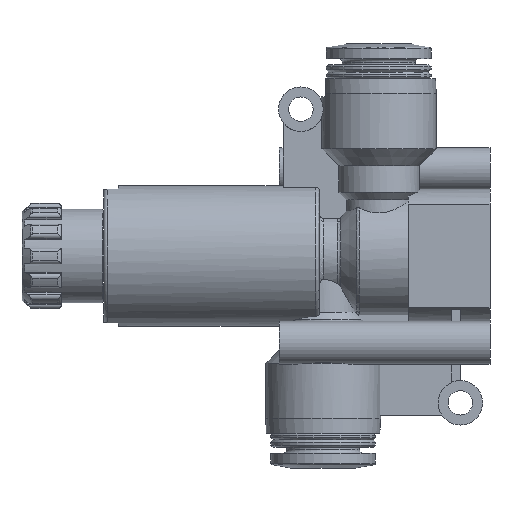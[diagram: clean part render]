
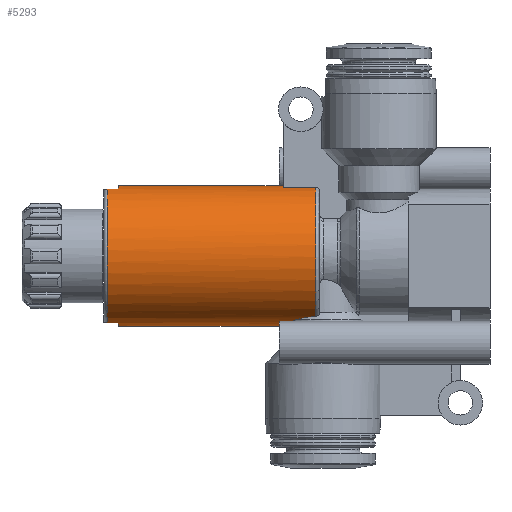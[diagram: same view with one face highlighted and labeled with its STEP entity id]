
A CAD part, left-side view. The second image highlights one B-rep face of the part: STEP entity #5293.
In plain terms, the highlighted cylindrical face has radius 9.5 mm (diameter 19 mm), a full revolution.
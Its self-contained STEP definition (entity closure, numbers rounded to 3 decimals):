
#177=LINE('',#7016,#371);
#178=LINE('',#7020,#372);
#179=LINE('',#7023,#373);
#180=LINE('',#7028,#374);
#181=LINE('',#7032,#375);
#182=LINE('',#7036,#376);
#371=VECTOR('',#5955,1000.);
#372=VECTOR('',#5958,1000.);
#373=VECTOR('',#5961,1000.);
#374=VECTOR('',#5964,1000.);
#375=VECTOR('',#5967,1000.);
#376=VECTOR('',#5970,1000.);
#565=CIRCLE('',#5526,9.5);
#566=CIRCLE('',#5527,9.5);
#567=CIRCLE('',#5528,9.5);
#568=CIRCLE('',#5529,9.5);
#569=CIRCLE('',#5530,9.5);
#570=CIRCLE('',#5531,9.5);
#571=CIRCLE('',#5532,9.5);
#762=ORIENTED_EDGE('',*,*,#1904,.F.);
#763=ORIENTED_EDGE('',*,*,#1905,.F.);
#764=ORIENTED_EDGE('',*,*,#1906,.F.);
#765=ORIENTED_EDGE('',*,*,#1907,.F.);
#766=ORIENTED_EDGE('',*,*,#1908,.T.);
#767=ORIENTED_EDGE('',*,*,#1909,.T.);
#768=ORIENTED_EDGE('',*,*,#1910,.T.);
#769=ORIENTED_EDGE('',*,*,#1911,.F.);
#770=ORIENTED_EDGE('',*,*,#1912,.F.);
#771=ORIENTED_EDGE('',*,*,#1913,.T.);
#772=ORIENTED_EDGE('',*,*,#1914,.F.);
#773=ORIENTED_EDGE('',*,*,#1915,.F.);
#774=ORIENTED_EDGE('',*,*,#1916,.F.);
#775=ORIENTED_EDGE('',*,*,#1917,.T.);
#776=ORIENTED_EDGE('',*,*,#1918,.F.);
#777=ORIENTED_EDGE('',*,*,#1919,.F.);
#1904=EDGE_CURVE('',#2475,#2476,#2873,.T.);
#1905=EDGE_CURVE('',#2477,#2475,#2874,.T.);
#1906=EDGE_CURVE('',#2478,#2477,#2875,.T.);
#1907=EDGE_CURVE('',#2479,#2478,#565,.T.);
#1908=EDGE_CURVE('',#2479,#2480,#177,.F.);
#1909=EDGE_CURVE('',#2480,#2481,#566,.T.);
#1910=EDGE_CURVE('',#2481,#2482,#178,.T.);
#1911=EDGE_CURVE('',#2476,#2482,#567,.T.);
#1912=EDGE_CURVE('',#2483,#2484,#179,.T.);
#1913=EDGE_CURVE('',#2483,#2485,#568,.T.);
#1914=EDGE_CURVE('',#2486,#2485,#180,.F.);
#1915=EDGE_CURVE('',#2487,#2486,#569,.T.);
#1916=EDGE_CURVE('',#2488,#2487,#181,.T.);
#1917=EDGE_CURVE('',#2488,#2489,#570,.T.);
#1918=EDGE_CURVE('',#2490,#2489,#182,.F.);
#1919=EDGE_CURVE('',#2484,#2490,#571,.T.);
#2475=VERTEX_POINT('',#6999);
#2476=VERTEX_POINT('',#7000);
#2477=VERTEX_POINT('',#7008);
#2478=VERTEX_POINT('',#7013);
#2479=VERTEX_POINT('',#7015);
#2480=VERTEX_POINT('',#7017);
#2481=VERTEX_POINT('',#7019);
#2482=VERTEX_POINT('',#7021);
#2483=VERTEX_POINT('',#7024);
#2484=VERTEX_POINT('',#7025);
#2485=VERTEX_POINT('',#7027);
#2486=VERTEX_POINT('',#7029);
#2487=VERTEX_POINT('',#7031);
#2488=VERTEX_POINT('',#7033);
#2489=VERTEX_POINT('',#7035);
#2490=VERTEX_POINT('',#7037);
#2873=B_SPLINE_CURVE_WITH_KNOTS('',3,(#6995,#6996,#6997,#6998),
 .UNSPECIFIED.,.F.,.F.,(4,4),(0.,0.003),
 .UNSPECIFIED.);
#2874=B_SPLINE_CURVE_WITH_KNOTS('',3,(#7001,#7002,#7003,#7004,#7005,#7006,
#7007),.UNSPECIFIED.,.F.,.F.,(4,1,1,1,4),(0.003,0.005,
0.008,0.01,0.012),
 .UNSPECIFIED.);
#2875=B_SPLINE_CURVE_WITH_KNOTS('',3,(#7009,#7010,#7011,#7012),
 .UNSPECIFIED.,.F.,.F.,(4,4),(0.,0.003),
 .UNSPECIFIED.);
#3053=EDGE_LOOP('',(#762,#763,#764,#765,#766,#767,#768,#769));
#3054=EDGE_LOOP('',(#770,#771,#772,#773,#774,#775,#776,#777));
#3342=FACE_BOUND('',#3053,.T.);
#3343=FACE_BOUND('',#3054,.T.);
#3631=CYLINDRICAL_SURFACE('',#5525,9.5);
#5293=ADVANCED_FACE('',(#3342,#3343),#3631,.T.);
#5525=AXIS2_PLACEMENT_3D('',#6994,#5951,#5952);
#5526=AXIS2_PLACEMENT_3D('',#7014,#5953,#5954);
#5527=AXIS2_PLACEMENT_3D('',#7018,#5956,#5957);
#5528=AXIS2_PLACEMENT_3D('',#7022,#5959,#5960);
#5529=AXIS2_PLACEMENT_3D('',#7026,#5962,#5963);
#5530=AXIS2_PLACEMENT_3D('',#7030,#5965,#5966);
#5531=AXIS2_PLACEMENT_3D('',#7034,#5968,#5969);
#5532=AXIS2_PLACEMENT_3D('',#7038,#5971,#5972);
#5951=DIRECTION('',(0.,-1.,0.));
#5952=DIRECTION('',(0.,0.,-1.));
#5953=DIRECTION('',(0.,-1.,0.));
#5954=DIRECTION('',(0.,0.,-1.));
#5955=DIRECTION('',(0.,-1.,0.));
#5956=DIRECTION('',(0.,1.,0.));
#5957=DIRECTION('',(0.,0.,1.));
#5958=DIRECTION('',(0.,-1.,0.));
#5959=DIRECTION('',(0.,-1.,0.));
#5960=DIRECTION('',(0.,0.,-1.));
#5961=DIRECTION('',(0.,-1.,0.));
#5962=DIRECTION('',(0.,-1.,0.));
#5963=DIRECTION('',(0.,0.,-1.));
#5964=DIRECTION('',(0.,-1.,0.));
#5965=DIRECTION('',(0.,1.,0.));
#5966=DIRECTION('',(0.,0.,1.));
#5967=DIRECTION('',(0.,-1.,0.));
#5968=DIRECTION('',(0.,-1.,0.));
#5969=DIRECTION('',(0.,0.,-1.));
#5970=DIRECTION('',(0.,-1.,0.));
#5971=DIRECTION('',(0.,1.,0.));
#5972=DIRECTION('',(0.,0.,1.));
#6994=CARTESIAN_POINT('',(0.,0.,0.));
#6995=CARTESIAN_POINT('',(4.078,26.19,-8.58));
#6996=CARTESIAN_POINT('',(4.53,25.371,-8.365));
#6997=CARTESIAN_POINT('',(4.817,24.454,-8.189));
#6998=CARTESIAN_POINT('',(4.936,23.5,-8.117));
#6999=CARTESIAN_POINT('',(4.078,26.19,-8.58));
#7000=CARTESIAN_POINT('',(4.936,23.5,-8.117));
#7001=CARTESIAN_POINT('',(-4.078,26.19,-8.58));
#7002=CARTESIAN_POINT('',(-3.578,26.744,-8.818));
#7003=CARTESIAN_POINT('',(-2.35,27.651,-9.293));
#7004=CARTESIAN_POINT('',(-0.006,28.174,-9.603));
#7005=CARTESIAN_POINT('',(2.344,27.655,-9.295));
#7006=CARTESIAN_POINT('',(3.574,26.748,-8.82));
#7007=CARTESIAN_POINT('',(4.078,26.19,-8.58));
#7008=CARTESIAN_POINT('',(-4.078,26.19,-8.58));
#7009=CARTESIAN_POINT('',(-4.936,23.5,-8.117));
#7010=CARTESIAN_POINT('',(-4.818,24.45,-8.189));
#7011=CARTESIAN_POINT('',(-4.532,25.367,-8.364));
#7012=CARTESIAN_POINT('',(-4.078,26.19,-8.58));
#7013=CARTESIAN_POINT('',(-4.936,23.5,-8.117));
#7014=CARTESIAN_POINT('',(0.,23.5,0.));
#7015=CARTESIAN_POINT('',(-2.2,23.5,9.242));
#7016=CARTESIAN_POINT('',(-2.2,0.,9.242));
#7017=CARTESIAN_POINT('',(-2.2,27.9,9.242));
#7018=CARTESIAN_POINT('',(0.,27.9,0.));
#7019=CARTESIAN_POINT('',(3.579,27.9,8.8));
#7020=CARTESIAN_POINT('',(3.579,0.,8.8));
#7021=CARTESIAN_POINT('',(3.579,23.5,8.8));
#7022=CARTESIAN_POINT('',(0.,23.5,0.));
#7023=CARTESIAN_POINT('',(3.041,0.,-9.));
#7024=CARTESIAN_POINT('',(3.041,51.6,-9.));
#7025=CARTESIAN_POINT('',(3.041,50.1,-9.));
#7026=CARTESIAN_POINT('',(0.,51.6,0.));
#7027=CARTESIAN_POINT('',(3.041,51.6,9.));
#7028=CARTESIAN_POINT('',(3.041,0.,9.));
#7029=CARTESIAN_POINT('',(3.041,50.1,9.));
#7030=CARTESIAN_POINT('',(0.,50.1,0.));
#7031=CARTESIAN_POINT('',(-3.041,50.1,9.));
#7032=CARTESIAN_POINT('',(-3.041,0.,9.));
#7033=CARTESIAN_POINT('',(-3.041,51.6,9.));
#7034=CARTESIAN_POINT('',(0.,51.6,0.));
#7035=CARTESIAN_POINT('',(-3.041,51.6,-9.));
#7036=CARTESIAN_POINT('',(-3.041,0.,-9.));
#7037=CARTESIAN_POINT('',(-3.041,50.1,-9.));
#7038=CARTESIAN_POINT('',(0.,50.1,0.));
